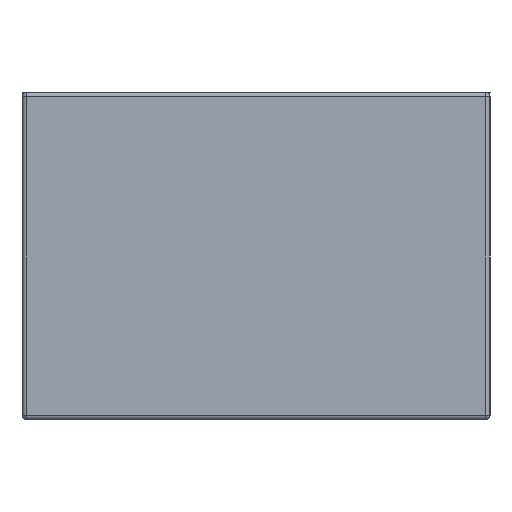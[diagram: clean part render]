
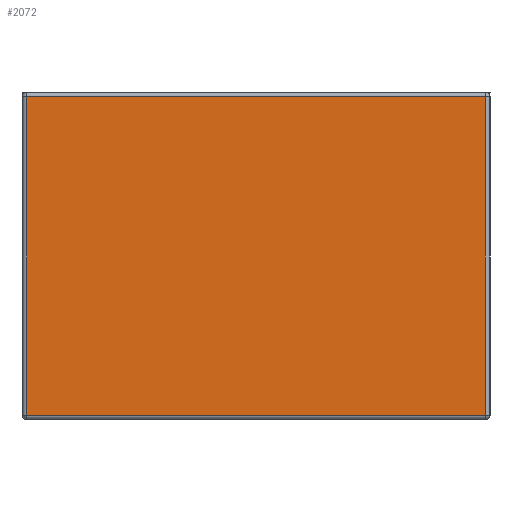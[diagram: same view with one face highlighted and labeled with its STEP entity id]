
A CAD part, left-side view. The second image highlights one B-rep face of the part: STEP entity #2072.
In plain terms, the highlighted planar face has unit normal (-1, 0, 0).
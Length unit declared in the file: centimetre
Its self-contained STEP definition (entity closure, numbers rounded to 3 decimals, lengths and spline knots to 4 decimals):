
#41 = EDGE_LOOP ( 'NONE', ( #956, #3091, #1523, #2236 ) ) ;
#126 = DIRECTION ( 'NONE',  ( 0., 0., -1. ) ) ;
#555 = CARTESIAN_POINT ( 'NONE',  ( -0.05, 0.0245, 0.0005 ) ) ;
#683 = CARTESIAN_POINT ( 'NONE',  ( -0.05, -0.0245, 0.0005 ) ) ;
#725 = DIRECTION ( 'NONE',  ( 0., 1., 0. ) ) ;
#749 = LINE ( 'NONE', #2498, #1103 ) ;
#956 = ORIENTED_EDGE ( 'NONE', *, *, #4336, .T. ) ;
#1079 = CARTESIAN_POINT ( 'NONE',  ( -0.05, -0.025, 0.0175 ) ) ;
#1103 = VECTOR ( 'NONE', #2781, 100. ) ;
#1460 = VERTEX_POINT ( 'NONE', #683 ) ;
#1523 = ORIENTED_EDGE ( 'NONE', *, *, #4373, .F. ) ;
#1712 = EDGE_CURVE ( 'NONE', #4273, #2402, #3214, .T. ) ;
#1788 = VECTOR ( 'NONE', #3947, 100. ) ;
#2072 = ADVANCED_FACE ( 'NONE', ( #4338 ), #4758, .T. ) ;
#2236 = ORIENTED_EDGE ( 'NONE', *, *, #1712, .T. ) ;
#2402 = VERTEX_POINT ( 'NONE', #2749 ) ;
#2498 = CARTESIAN_POINT ( 'NONE',  ( -0.05, -0.025, 0.0005 ) ) ;
#2519 = VERTEX_POINT ( 'NONE', #555 ) ;
#2642 = DIRECTION ( 'NONE',  ( 0., 0., 1. ) ) ;
#2749 = CARTESIAN_POINT ( 'NONE',  ( -0.05, 0.0245, 0.0345 ) ) ;
#2781 = DIRECTION ( 'NONE',  ( 0., -1., 0. ) ) ;
#2979 = VECTOR ( 'NONE', #126, 100. ) ;
#2996 = CARTESIAN_POINT ( 'NONE',  ( -0.05, 0.0245, 0.0175 ) ) ;
#3046 = VECTOR ( 'NONE', #725, 100. ) ;
#3091 = ORIENTED_EDGE ( 'NONE', *, *, #4851, .T. ) ;
#3185 = CARTESIAN_POINT ( 'NONE',  ( -0.05, -0.025, 0.0345 ) ) ;
#3214 = LINE ( 'NONE', #3185, #3046 ) ;
#3390 = LINE ( 'NONE', #2996, #2979 ) ;
#3812 = CARTESIAN_POINT ( 'NONE',  ( -0.05, -0.0245, 0.0345 ) ) ;
#3893 = CARTESIAN_POINT ( 'NONE',  ( -0.05, -0.0245, 0.0175 ) ) ;
#3947 = DIRECTION ( 'NONE',  ( 0., 0., -1. ) ) ;
#4273 = VERTEX_POINT ( 'NONE', #3812 ) ;
#4320 = LINE ( 'NONE', #3893, #1788 ) ;
#4336 = EDGE_CURVE ( 'NONE', #2402, #2519, #3390, .T. ) ;
#4338 = FACE_OUTER_BOUND ( 'NONE', #41, .T. ) ;
#4363 = DIRECTION ( 'NONE',  ( -1., 0., 0. ) ) ;
#4373 = EDGE_CURVE ( 'NONE', #4273, #1460, #4320, .T. ) ;
#4758 = PLANE ( 'NONE',  #5275 ) ;
#4851 = EDGE_CURVE ( 'NONE', #2519, #1460, #749, .T. ) ;
#5275 = AXIS2_PLACEMENT_3D ( 'NONE', #1079, #4363, #2642 ) ;
